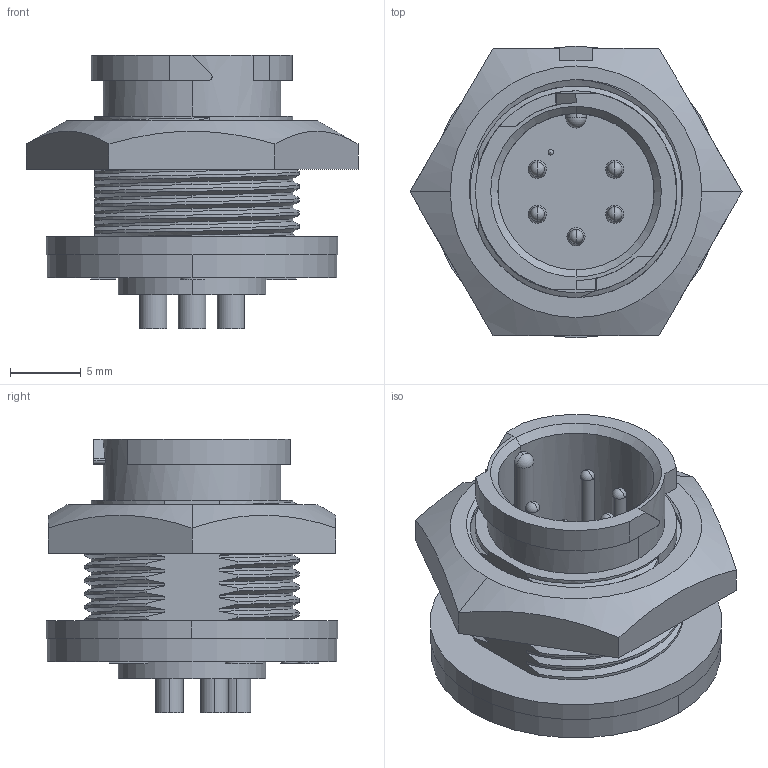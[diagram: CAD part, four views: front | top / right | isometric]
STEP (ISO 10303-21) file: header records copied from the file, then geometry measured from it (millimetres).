
FILE_DESCRIPTION (( 'STEP AP203' ), '1' );
FILE_NAME ('W7280-5PG-P-300.STEP', '2021-10-27T13:13:30', ( '' ), ( '' ), 'SwSTEP 2.0', 'SolidWorks 2020', '' );
FILE_SCHEMA (( 'CONFIG_CONTROL_DESIGN' ));
Length unit declared in the file: millimetre
Products named in the file (1): W7280-5PG-P-300
Bounding box: 23.46 x 20.62 x 19.34 mm (x, y, z)
Volume: 2853.3 mm3; surface area: 2891.9 mm2
Topology: 6 solids, 6 shells, 276 faces, 746 edges, 485 vertices
Faces by surface type: plane 93, cylinder 84, bspline 63, cone 24, sphere 12
Entity records: 16477 total; most frequent: CARTESIAN_POINT 10244, ORIENTED_EDGE 1464, DIRECTION 1012, EDGE_CURVE 732, VERTEX_POINT 483, VECTOR 352, LINE 352, AXIS2_PLACEMENT_3D 330
